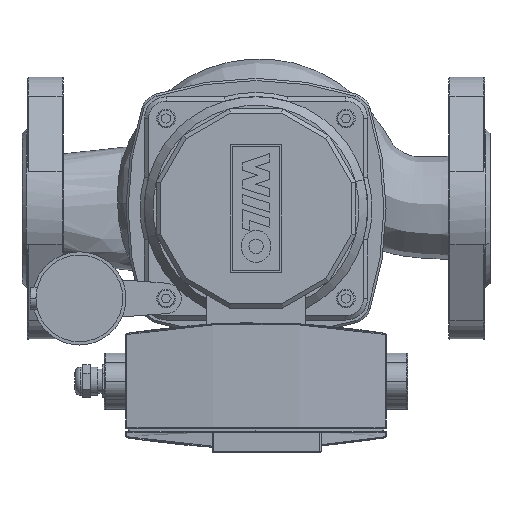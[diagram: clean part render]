
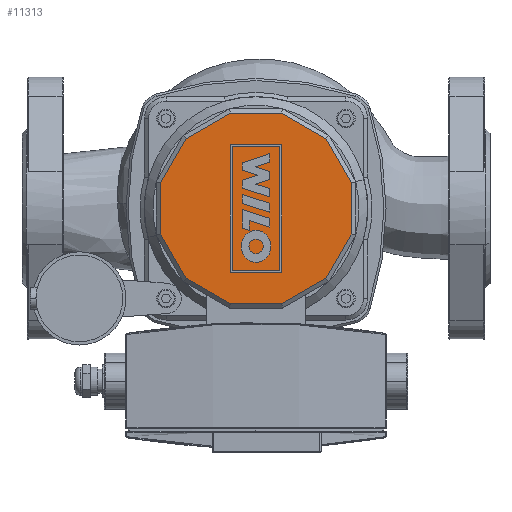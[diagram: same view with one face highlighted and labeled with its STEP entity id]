
A CAD part, front view. The second image highlights one B-rep face of the part: STEP entity #11313.
In plain terms, the highlighted planar face has unit normal (0, -1, 0).
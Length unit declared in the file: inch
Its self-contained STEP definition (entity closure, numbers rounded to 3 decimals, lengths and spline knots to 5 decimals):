
#10961=CARTESIAN_POINT('',(4.71416,-6.64075,1.73228));
#10962=VERTEX_POINT('',#10961);
#10963=CARTESIAN_POINT('',(5.51812,-6.64075,1.26812));
#10964=VERTEX_POINT('',#10963);
#10965=CARTESIAN_POINT('',(4.71416,-6.64075,1.73228));
#10966=DIRECTION('',(0.866,0.0,-0.5));
#10967=VECTOR('',#10966,0.92833);
#10968=LINE('',#10965,#10967);
#10969=EDGE_CURVE('',#10962,#10964,#10968,.T.);
#10992=CARTESIAN_POINT('',(5.98228,-6.64075,0.46416));
#10993=VERTEX_POINT('',#10992);
#10994=CARTESIAN_POINT('',(5.51812,-6.64075,1.26812));
#10995=DIRECTION('',(0.5,0.,-0.866));
#10996=VECTOR('',#10995,0.92833);
#10997=LINE('',#10994,#10996);
#10998=EDGE_CURVE('',#10964,#10993,#10997,.T.);
#11016=CARTESIAN_POINT('',(5.98228,-6.64075,-0.46416));
#11017=VERTEX_POINT('',#11016);
#11018=CARTESIAN_POINT('',(5.98228,-6.64075,0.46416));
#11019=DIRECTION('',(0.0,0.0,-1.0));
#11020=VECTOR('',#11019,0.92833);
#11021=LINE('',#11018,#11020);
#11022=EDGE_CURVE('',#10993,#11017,#11021,.T.);
#11047=CARTESIAN_POINT('',(5.51812,-6.64075,-1.26812));
#11048=VERTEX_POINT('',#11047);
#11049=CARTESIAN_POINT('',(5.98228,-6.64075,-0.46416));
#11050=DIRECTION('',(-0.5,0.,-0.866));
#11051=VECTOR('',#11050,0.92833);
#11052=LINE('',#11049,#11051);
#11053=EDGE_CURVE('',#11017,#11048,#11052,.T.);
#11078=CARTESIAN_POINT('',(4.71416,-6.64075,-1.73228));
#11079=VERTEX_POINT('',#11078);
#11080=CARTESIAN_POINT('',(5.51812,-6.64075,-1.26812));
#11081=DIRECTION('',(-0.866,0.0,-0.5));
#11082=VECTOR('',#11081,0.92833);
#11083=LINE('',#11080,#11082);
#11084=EDGE_CURVE('',#11048,#11079,#11083,.T.);
#11108=CARTESIAN_POINT('',(3.78584,-6.64075,-1.73228));
#11109=VERTEX_POINT('',#11108);
#11110=CARTESIAN_POINT('',(4.71416,-6.64075,-1.73228));
#11111=DIRECTION('',(-1.0,0.0,0.0));
#11112=VECTOR('',#11111,0.92833);
#11113=LINE('',#11110,#11112);
#11114=EDGE_CURVE('',#11079,#11109,#11113,.T.);
#11132=CARTESIAN_POINT('',(2.98188,-6.64075,-1.26812));
#11133=VERTEX_POINT('',#11132);
#11134=CARTESIAN_POINT('',(3.78584,-6.64075,-1.73228));
#11135=DIRECTION('',(-0.866,0.0,0.5));
#11136=VECTOR('',#11135,0.92833);
#11137=LINE('',#11134,#11136);
#11138=EDGE_CURVE('',#11109,#11133,#11137,.T.);
#11164=CARTESIAN_POINT('',(2.51772,-6.64075,-0.46416));
#11165=VERTEX_POINT('',#11164);
#11166=CARTESIAN_POINT('',(2.98188,-6.64075,-1.26812));
#11167=DIRECTION('',(-0.5,0.,0.866));
#11168=VECTOR('',#11167,0.92833);
#11169=LINE('',#11166,#11168);
#11170=EDGE_CURVE('',#11133,#11165,#11169,.T.);
#11193=CARTESIAN_POINT('',(2.51772,-6.64075,0.46416));
#11194=VERTEX_POINT('',#11193);
#11195=CARTESIAN_POINT('',(2.51772,-6.64075,-0.46416));
#11196=DIRECTION('',(0.0,0.0,1.0));
#11197=VECTOR('',#11196,0.92833);
#11198=LINE('',#11195,#11197);
#11199=EDGE_CURVE('',#11165,#11194,#11198,.T.);
#11217=CARTESIAN_POINT('',(2.98188,-6.64075,1.26812));
#11218=VERTEX_POINT('',#11217);
#11219=CARTESIAN_POINT('',(2.51772,-6.64075,0.46416));
#11220=DIRECTION('',(0.5,0.,0.866));
#11221=VECTOR('',#11220,0.92833);
#11222=LINE('',#11219,#11221);
#11223=EDGE_CURVE('',#11194,#11218,#11222,.T.);
#11241=CARTESIAN_POINT('',(3.78584,-6.64075,1.73228));
#11242=VERTEX_POINT('',#11241);
#11243=CARTESIAN_POINT('',(2.98188,-6.64075,1.26812));
#11244=DIRECTION('',(0.866,0.0,0.5));
#11245=VECTOR('',#11244,0.92833);
#11246=LINE('',#11243,#11245);
#11247=EDGE_CURVE('',#11218,#11242,#11246,.T.);
#11265=CARTESIAN_POINT('',(3.78584,-6.64075,1.73228));
#11266=DIRECTION('',(1.0,0.0,0.0));
#11267=VECTOR('',#11266,0.92833);
#11268=LINE('',#11265,#11267);
#11269=EDGE_CURVE('',#11242,#10962,#11268,.T.);
#11294=CARTESIAN_POINT('',(4.25,-6.64075,0.));
#11295=DIRECTION('',(0.0,-1.0,0.0));
#11296=DIRECTION('',(-1.0,0.0,0.0));
#11297=AXIS2_PLACEMENT_3D('',#11294,#11295,#11296);
#11298=PLANE('',#11297);
#11299=ORIENTED_EDGE('',*,*,#10969,.F.);
#11300=ORIENTED_EDGE('',*,*,#11269,.F.);
#11301=ORIENTED_EDGE('',*,*,#11247,.F.);
#11302=ORIENTED_EDGE('',*,*,#11223,.F.);
#11303=ORIENTED_EDGE('',*,*,#11199,.F.);
#11304=ORIENTED_EDGE('',*,*,#11170,.F.);
#11305=ORIENTED_EDGE('',*,*,#11138,.F.);
#11306=ORIENTED_EDGE('',*,*,#11114,.F.);
#11307=ORIENTED_EDGE('',*,*,#11084,.F.);
#11308=ORIENTED_EDGE('',*,*,#11053,.F.);
#11309=ORIENTED_EDGE('',*,*,#11022,.F.);
#11310=ORIENTED_EDGE('',*,*,#10998,.F.);
#11311=EDGE_LOOP('',(#11299,#11300,#11301,#11302,#11303,#11304,#11305,#11306,#11307,#11308,#11309,#11310));
#11312=FACE_OUTER_BOUND('',#11311,.T.);
#11313=ADVANCED_FACE('',(#11312),#11298,.T.);
